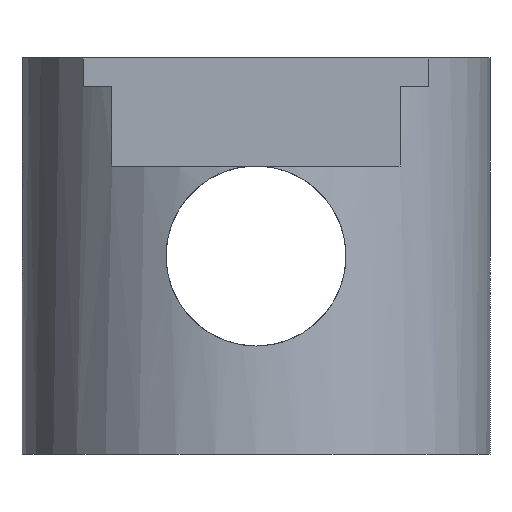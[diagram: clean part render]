
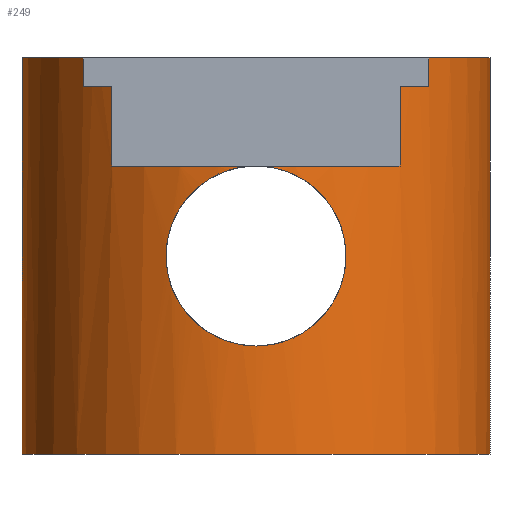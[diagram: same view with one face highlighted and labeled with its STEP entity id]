
A CAD part, front view. The second image highlights one B-rep face of the part: STEP entity #249.
In plain terms, the highlighted cylindrical face has radius 6.5 mm (diameter 13 mm), a full revolution.
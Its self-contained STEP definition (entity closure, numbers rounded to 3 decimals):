
#26=FACE_BOUND('',#45,.T.);
#30=FACE_OUTER_BOUND('',#44,.T.);
#44=EDGE_LOOP('',(#183,#184,#185,#186,#187,#188,#189,#190,#191,#192,#193,
#194,#195,#196,#197));
#45=EDGE_LOOP('',(#198));
#60=CIRCLE('',#286,6.5);
#61=CIRCLE('',#287,6.5);
#62=CIRCLE('',#288,6.5);
#63=CIRCLE('',#289,6.5);
#64=CIRCLE('',#290,6.5);
#65=CIRCLE('',#291,6.5);
#66=CIRCLE('',#292,6.5);
#69=LINE('',#462,#92);
#70=LINE('',#466,#93);
#71=LINE('',#470,#94);
#72=LINE('',#475,#95);
#73=LINE('',#479,#96);
#92=VECTOR('',#320,6.5);
#93=VECTOR('',#323,1000.);
#94=VECTOR('',#326,1000.);
#95=VECTOR('',#331,1000.);
#96=VECTOR('',#334,1000.);
#113=B_SPLINE_CURVE_WITH_KNOTS('',3,(#379,#380,#381,#382,#383,#384,#385,
#386,#387,#388,#389,#390,#391,#392,#393,#394,#395,#396),.UNSPECIFIED.,.F.,
 .F.,(4,2,2,2,2,2,2,2,4),(0.381,0.476,0.571,
0.667,0.762,0.857,0.953,
1.048,1.143),.UNSPECIFIED.);
#114=B_SPLINE_CURVE_WITH_KNOTS('',3,(#400,#401,#402,#403,#404,#405,#406,
#407,#408,#409,#410,#411,#412,#413,#414,#415,#416,#417,#418),
 .UNSPECIFIED.,.F.,.F.,(4,2,2,2,3,2,2,2,4),(-0.381,-0.286,
-0.191,-0.095,0.,0.095,0.191,
0.286,0.381),.UNSPECIFIED.);
#115=B_SPLINE_CURVE_WITH_KNOTS('',3,(#424,#425,#426,#427,#428,#429,#430,
#431,#432,#433,#434,#435,#436,#437,#438,#439,#440,#441,#442,#443,#444,#445,
#446,#447,#448,#449,#450,#451,#452,#453,#454,#455,#456,#457),
 .UNSPECIFIED.,.T.,.F.,(4,2,2,2,2,2,2,2,2,2,2,2,2,2,2,2,4),(-2.837,
-2.659,-2.48,-2.304,-2.128,
-1.952,-1.776,-1.597,-1.419,
-1.24,-1.062,-0.885,-0.709,
-0.533,-0.357,-0.179,0.),
 .UNSPECIFIED.);
#116=VERTEX_POINT('',#377);
#117=VERTEX_POINT('',#378);
#120=VERTEX_POINT('',#422);
#121=VERTEX_POINT('',#459);
#122=VERTEX_POINT('',#461);
#123=VERTEX_POINT('',#463);
#124=VERTEX_POINT('',#465);
#125=VERTEX_POINT('',#467);
#126=VERTEX_POINT('',#469);
#127=VERTEX_POINT('',#472);
#128=VERTEX_POINT('',#474);
#129=VERTEX_POINT('',#476);
#130=VERTEX_POINT('',#478);
#139=EDGE_CURVE('',#116,#117,#113,.T.);
#142=EDGE_CURVE('',#117,#116,#114,.T.);
#145=EDGE_CURVE('',#120,#120,#115,.T.);
#146=EDGE_CURVE('',#121,#121,#60,.T.);
#147=EDGE_CURVE('',#121,#122,#69,.T.);
#148=EDGE_CURVE('',#123,#122,#61,.T.);
#149=EDGE_CURVE('',#123,#124,#70,.T.);
#150=EDGE_CURVE('',#124,#125,#62,.T.);
#151=EDGE_CURVE('',#125,#126,#71,.T.);
#152=EDGE_CURVE('',#126,#117,#63,.T.);
#153=EDGE_CURVE('',#117,#127,#64,.T.);
#154=EDGE_CURVE('',#127,#128,#72,.T.);
#155=EDGE_CURVE('',#128,#129,#65,.T.);
#156=EDGE_CURVE('',#129,#130,#73,.T.);
#157=EDGE_CURVE('',#122,#130,#66,.T.);
#183=ORIENTED_EDGE('',*,*,#146,.T.);
#184=ORIENTED_EDGE('',*,*,#147,.T.);
#185=ORIENTED_EDGE('',*,*,#148,.F.);
#186=ORIENTED_EDGE('',*,*,#149,.T.);
#187=ORIENTED_EDGE('',*,*,#150,.T.);
#188=ORIENTED_EDGE('',*,*,#151,.T.);
#189=ORIENTED_EDGE('',*,*,#152,.T.);
#190=ORIENTED_EDGE('',*,*,#142,.T.);
#191=ORIENTED_EDGE('',*,*,#139,.T.);
#192=ORIENTED_EDGE('',*,*,#153,.T.);
#193=ORIENTED_EDGE('',*,*,#154,.T.);
#194=ORIENTED_EDGE('',*,*,#155,.T.);
#195=ORIENTED_EDGE('',*,*,#156,.T.);
#196=ORIENTED_EDGE('',*,*,#157,.F.);
#197=ORIENTED_EDGE('',*,*,#147,.F.);
#198=ORIENTED_EDGE('',*,*,#145,.T.);
#246=CYLINDRICAL_SURFACE('',#285,6.5);
#249=ADVANCED_FACE('',(#30,#26),#246,.T.);
#285=AXIS2_PLACEMENT_3D('',#458,#316,#317);
#286=AXIS2_PLACEMENT_3D('',#460,#318,#319);
#287=AXIS2_PLACEMENT_3D('',#464,#321,#322);
#288=AXIS2_PLACEMENT_3D('',#468,#324,#325);
#289=AXIS2_PLACEMENT_3D('',#471,#327,#328);
#290=AXIS2_PLACEMENT_3D('',#473,#329,#330);
#291=AXIS2_PLACEMENT_3D('',#477,#332,#333);
#292=AXIS2_PLACEMENT_3D('',#480,#335,#336);
#316=DIRECTION('center_axis',(0.,0.,-1.));
#317=DIRECTION('ref_axis',(-1.,0.,0.));
#318=DIRECTION('center_axis',(0.,0.,1.));
#319=DIRECTION('ref_axis',(1.,0.,0.));
#320=DIRECTION('',(0.,0.,1.));
#321=DIRECTION('center_axis',(0.,0.,1.));
#322=DIRECTION('ref_axis',(1.,0.,0.));
#323=DIRECTION('',(0.,0.,-1.));
#324=DIRECTION('center_axis',(0.,0.,-1.));
#325=DIRECTION('ref_axis',(1.,0.,0.));
#326=DIRECTION('',(0.,0.,-1.));
#327=DIRECTION('center_axis',(0.,0.,-1.));
#328=DIRECTION('ref_axis',(1.,0.,0.));
#329=DIRECTION('center_axis',(0.,0.,-1.));
#330=DIRECTION('ref_axis',(1.,0.,0.));
#331=DIRECTION('',(0.,0.,1.));
#332=DIRECTION('center_axis',(0.,0.,-1.));
#333=DIRECTION('ref_axis',(1.,0.,0.));
#334=DIRECTION('',(0.,0.,1.));
#335=DIRECTION('center_axis',(0.,0.,1.));
#336=DIRECTION('ref_axis',(1.,0.,0.));
#377=CARTESIAN_POINT('',(0.,-6.5,3.));
#378=CARTESIAN_POINT('',(0.,-6.5,8.));
#379=CARTESIAN_POINT('Ctrl Pts',(0.,-6.5,3.));
#380=CARTESIAN_POINT('Ctrl Pts',(-0.317,-6.5,3.));
#381=CARTESIAN_POINT('Ctrl Pts',(-0.654,-6.475,3.064));
#382=CARTESIAN_POINT('Ctrl Pts',(-1.269,-6.383,3.32));
#383=CARTESIAN_POINT('Ctrl Pts',(-1.548,-6.317,3.512));
#384=CARTESIAN_POINT('Ctrl Pts',(-1.988,-6.193,3.952));
#385=CARTESIAN_POINT('Ctrl Pts',(-2.18,-6.125,4.231));
#386=CARTESIAN_POINT('Ctrl Pts',(-2.436,-6.028,4.846));
#387=CARTESIAN_POINT('Ctrl Pts',(-2.5,-6.,5.182));
#388=CARTESIAN_POINT('Ctrl Pts',(-2.5,-6.,5.818));
#389=CARTESIAN_POINT('Ctrl Pts',(-2.436,-6.028,6.154));
#390=CARTESIAN_POINT('Ctrl Pts',(-2.18,-6.125,6.769));
#391=CARTESIAN_POINT('Ctrl Pts',(-1.988,-6.193,7.048));
#392=CARTESIAN_POINT('Ctrl Pts',(-1.548,-6.317,7.488));
#393=CARTESIAN_POINT('Ctrl Pts',(-1.269,-6.383,7.68));
#394=CARTESIAN_POINT('Ctrl Pts',(-0.654,-6.475,7.936));
#395=CARTESIAN_POINT('Ctrl Pts',(-0.317,-6.5,8.));
#396=CARTESIAN_POINT('Ctrl Pts',(0.,-6.5,8.));
#400=CARTESIAN_POINT('Ctrl Pts',(0.,-6.5,8.));
#401=CARTESIAN_POINT('Ctrl Pts',(0.317,-6.5,8.));
#402=CARTESIAN_POINT('Ctrl Pts',(0.654,-6.475,7.936));
#403=CARTESIAN_POINT('Ctrl Pts',(1.269,-6.383,7.68));
#404=CARTESIAN_POINT('Ctrl Pts',(1.548,-6.317,7.488));
#405=CARTESIAN_POINT('Ctrl Pts',(1.988,-6.193,7.048));
#406=CARTESIAN_POINT('Ctrl Pts',(2.18,-6.125,6.769));
#407=CARTESIAN_POINT('Ctrl Pts',(2.436,-6.028,6.154));
#408=CARTESIAN_POINT('Ctrl Pts',(2.5,-6.,5.818));
#409=CARTESIAN_POINT('Ctrl Pts',(2.5,-6.,5.5));
#410=CARTESIAN_POINT('Ctrl Pts',(2.5,-6.,5.182));
#411=CARTESIAN_POINT('Ctrl Pts',(2.436,-6.028,4.846));
#412=CARTESIAN_POINT('Ctrl Pts',(2.18,-6.125,4.231));
#413=CARTESIAN_POINT('Ctrl Pts',(1.988,-6.193,3.952));
#414=CARTESIAN_POINT('Ctrl Pts',(1.548,-6.317,3.512));
#415=CARTESIAN_POINT('Ctrl Pts',(1.269,-6.383,3.32));
#416=CARTESIAN_POINT('Ctrl Pts',(0.654,-6.475,3.064));
#417=CARTESIAN_POINT('Ctrl Pts',(0.317,-6.5,3.));
#418=CARTESIAN_POINT('Ctrl Pts',(0.,-6.5,3.));
#422=CARTESIAN_POINT('',(0.,6.5,1.));
#424=CARTESIAN_POINT('Ctrl Pts',(4.5,4.69,5.5));
#425=CARTESIAN_POINT('Ctrl Pts',(4.5,4.69,6.095));
#426=CARTESIAN_POINT('Ctrl Pts',(4.377,4.815,6.703));
#427=CARTESIAN_POINT('Ctrl Pts',(3.914,5.198,7.799));
#428=CARTESIAN_POINT('Ctrl Pts',(3.573,5.448,8.291));
#429=CARTESIAN_POINT('Ctrl Pts',(2.796,5.885,9.068));
#430=CARTESIAN_POINT('Ctrl Pts',(2.304,6.105,9.412));
#431=CARTESIAN_POINT('Ctrl Pts',(1.2,6.414,9.878));
#432=CARTESIAN_POINT('Ctrl Pts',(0.587,6.5,10.));
#433=CARTESIAN_POINT('Ctrl Pts',(-0.587,6.5,10.));
#434=CARTESIAN_POINT('Ctrl Pts',(-1.2,6.414,9.878));
#435=CARTESIAN_POINT('Ctrl Pts',(-2.304,6.105,9.412));
#436=CARTESIAN_POINT('Ctrl Pts',(-2.796,5.885,9.068));
#437=CARTESIAN_POINT('Ctrl Pts',(-3.573,5.448,8.291));
#438=CARTESIAN_POINT('Ctrl Pts',(-3.914,5.198,7.799));
#439=CARTESIAN_POINT('Ctrl Pts',(-4.377,4.815,6.703));
#440=CARTESIAN_POINT('Ctrl Pts',(-4.5,4.69,6.095));
#441=CARTESIAN_POINT('Ctrl Pts',(-4.5,4.69,4.905));
#442=CARTESIAN_POINT('Ctrl Pts',(-4.377,4.815,4.297));
#443=CARTESIAN_POINT('Ctrl Pts',(-3.914,5.198,3.201));
#444=CARTESIAN_POINT('Ctrl Pts',(-3.573,5.448,2.709));
#445=CARTESIAN_POINT('Ctrl Pts',(-2.796,5.885,1.932));
#446=CARTESIAN_POINT('Ctrl Pts',(-2.304,6.105,1.588));
#447=CARTESIAN_POINT('Ctrl Pts',(-1.2,6.414,1.122));
#448=CARTESIAN_POINT('Ctrl Pts',(-0.587,6.5,1.));
#449=CARTESIAN_POINT('Ctrl Pts',(0.587,6.5,1.));
#450=CARTESIAN_POINT('Ctrl Pts',(1.2,6.414,1.122));
#451=CARTESIAN_POINT('Ctrl Pts',(2.304,6.105,1.588));
#452=CARTESIAN_POINT('Ctrl Pts',(2.796,5.885,1.932));
#453=CARTESIAN_POINT('Ctrl Pts',(3.573,5.448,2.709));
#454=CARTESIAN_POINT('Ctrl Pts',(3.914,5.198,3.201));
#455=CARTESIAN_POINT('Ctrl Pts',(4.377,4.815,4.297));
#456=CARTESIAN_POINT('Ctrl Pts',(4.5,4.69,4.905));
#457=CARTESIAN_POINT('Ctrl Pts',(4.5,4.69,5.5));
#458=CARTESIAN_POINT('Origin',(0.,0.,11.));
#459=CARTESIAN_POINT('',(6.5,0.,0.));
#460=CARTESIAN_POINT('Origin',(0.,0.,0.));
#461=CARTESIAN_POINT('',(6.5,0.,11.));
#462=CARTESIAN_POINT('',(6.5,0.,11.));
#463=CARTESIAN_POINT('',(4.8,-4.383,11.));
#464=CARTESIAN_POINT('Origin',(0.,0.,11.));
#465=CARTESIAN_POINT('',(4.8,-4.383,10.2));
#466=CARTESIAN_POINT('',(4.8,-4.383,11.));
#467=CARTESIAN_POINT('',(4.,-5.123,10.2));
#468=CARTESIAN_POINT('Origin',(0.,0.,10.2));
#469=CARTESIAN_POINT('',(4.,-5.123,8.));
#470=CARTESIAN_POINT('',(4.,-5.123,11.));
#471=CARTESIAN_POINT('Origin',(0.,0.,8.));
#472=CARTESIAN_POINT('',(-4.,-5.123,8.));
#473=CARTESIAN_POINT('Origin',(0.,0.,8.));
#474=CARTESIAN_POINT('',(-4.,-5.123,10.2));
#475=CARTESIAN_POINT('',(-4.,-5.123,11.));
#476=CARTESIAN_POINT('',(-4.8,-4.383,10.2));
#477=CARTESIAN_POINT('Origin',(0.,0.,10.2));
#478=CARTESIAN_POINT('',(-4.8,-4.383,11.));
#479=CARTESIAN_POINT('',(-4.8,-4.383,11.));
#480=CARTESIAN_POINT('Origin',(0.,0.,11.));
